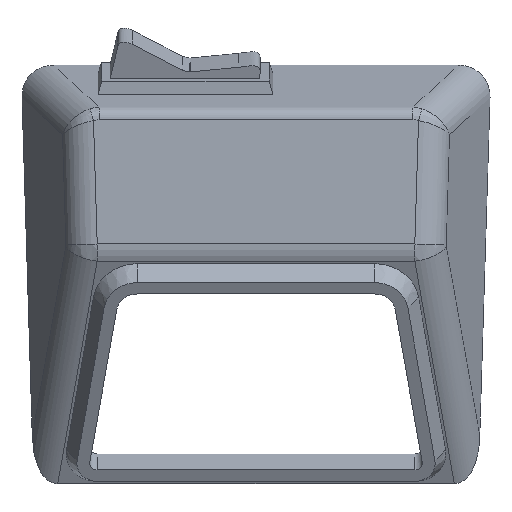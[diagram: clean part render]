
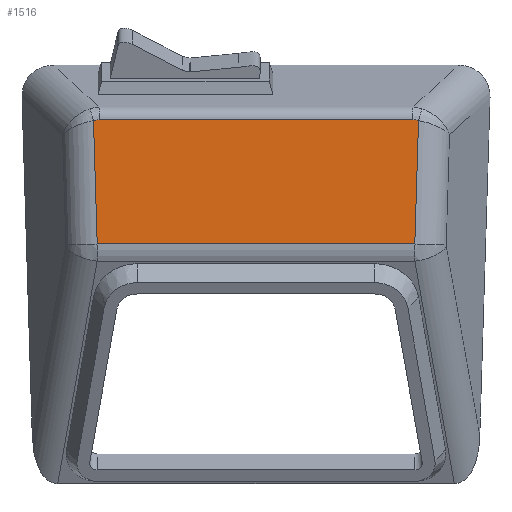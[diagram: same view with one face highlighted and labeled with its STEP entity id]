
A CAD part, top view. The second image highlights one B-rep face of the part: STEP entity #1516.
In plain terms, the highlighted planar face has unit normal (0, 0, 1).
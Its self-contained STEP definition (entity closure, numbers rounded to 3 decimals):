
#94=ELLIPSE('',#1647,3.418,3.);
#96=ELLIPSE('',#1652,3.418,3.);
#233=FACE_OUTER_BOUND('',#325,.T.);
#325=EDGE_LOOP('',(#1331,#1332,#1333,#1334,#1335,#1336));
#451=LINE('',#2914,#578);
#457=LINE('',#2984,#584);
#458=LINE('',#3038,#585);
#459=LINE('',#3039,#586);
#578=VECTOR('',#1983,10.);
#584=VECTOR('',#2011,10.);
#585=VECTOR('',#2024,10.);
#586=VECTOR('',#2025,10.);
#709=VERTEX_POINT('',#2883);
#711=VERTEX_POINT('',#2908);
#714=VERTEX_POINT('',#2948);
#717=VERTEX_POINT('',#2974);
#719=VERTEX_POINT('',#2980);
#721=VERTEX_POINT('',#3005);
#913=EDGE_CURVE('',#709,#711,#451,.T.);
#923=EDGE_CURVE('',#714,#717,#94,.T.);
#926=EDGE_CURVE('',#717,#719,#457,.T.);
#929=EDGE_CURVE('',#719,#721,#96,.T.);
#932=EDGE_CURVE('',#721,#709,#458,.T.);
#933=EDGE_CURVE('',#711,#714,#459,.T.);
#1331=ORIENTED_EDGE('',*,*,#913,.F.);
#1332=ORIENTED_EDGE('',*,*,#932,.F.);
#1333=ORIENTED_EDGE('',*,*,#929,.F.);
#1334=ORIENTED_EDGE('',*,*,#926,.F.);
#1335=ORIENTED_EDGE('',*,*,#923,.F.);
#1336=ORIENTED_EDGE('',*,*,#933,.F.);
#1408=PLANE('',#1655);
#1516=ADVANCED_FACE('',(#233),#1408,.T.);
#1647=AXIS2_PLACEMENT_3D('',#2978,#2004,#2005);
#1652=AXIS2_PLACEMENT_3D('',#3009,#2016,#2017);
#1655=AXIS2_PLACEMENT_3D('',#3037,#2022,#2023);
#1983=DIRECTION('',(-1.,0.,0.));
#2004=DIRECTION('center_axis',(0.,0.,-1.));
#2005=DIRECTION('ref_axis',(-0.735,0.678,0.));
#2011=DIRECTION('',(1.,0.,0.));
#2016=DIRECTION('center_axis',(0.,0.,-1.));
#2017=DIRECTION('ref_axis',(0.735,0.678,0.));
#2022=DIRECTION('center_axis',(0.,0.,1.));
#2023=DIRECTION('ref_axis',(0.,-1.,0.));
#2024=DIRECTION('',(-0.03,-1.,0.));
#2025=DIRECTION('',(-0.03,1.,0.));
#2883=CARTESIAN_POINT('',(22.12,51.605,48.513));
#2908=CARTESIAN_POINT('',(-25.117,51.605,48.513));
#2914=CARTESIAN_POINT('',(0.,51.605,48.513));
#2948=CARTESIAN_POINT('',(-25.673,69.955,48.513));
#2974=CARTESIAN_POINT('',(-24.828,70.073,48.513));
#2978=CARTESIAN_POINT('Origin',(-24.41,66.873,48.513));
#2980=CARTESIAN_POINT('',(21.831,70.073,48.513));
#2984=CARTESIAN_POINT('',(0.,70.073,48.513));
#3005=CARTESIAN_POINT('',(22.677,69.955,48.513));
#3009=CARTESIAN_POINT('Origin',(21.413,66.873,48.513));
#3037=CARTESIAN_POINT('Origin',(0.,71.465,48.513));
#3038=CARTESIAN_POINT('',(22.333,58.616,48.513));
#3039=CARTESIAN_POINT('',(-25.319,58.272,48.513));
